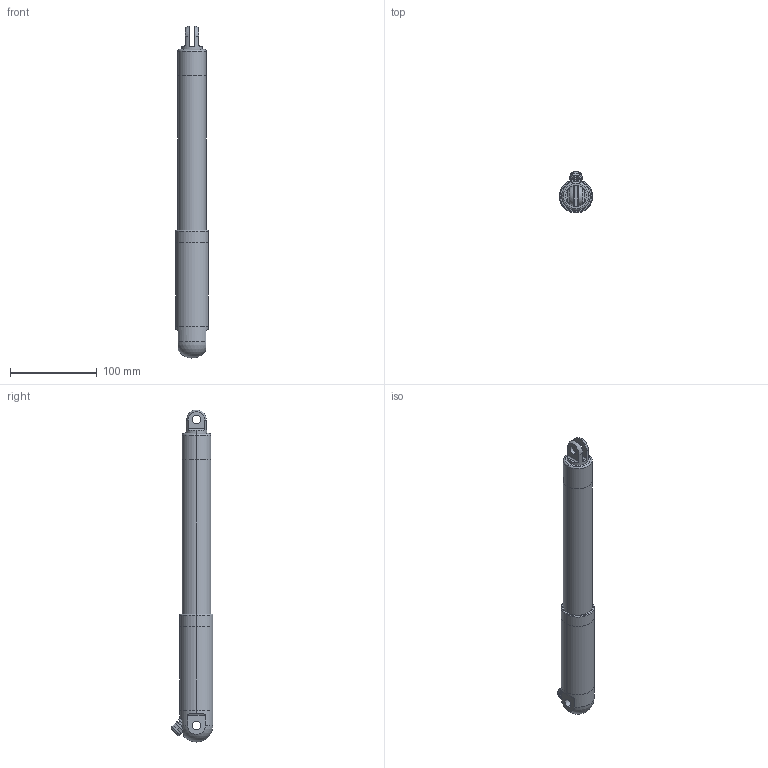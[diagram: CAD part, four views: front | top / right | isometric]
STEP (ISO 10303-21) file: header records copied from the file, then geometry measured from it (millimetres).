
FILE_DESCRIPTION (( 'STEP AP203' ), '1' );
FILE_NAME ('PA-06.STEP', '2023-04-03T18:56:45', ( '' ), ( '' ), 'SwSTEP 2.0', 'SolidWorks 2018', '' );
FILE_SCHEMA (( 'CONFIG_CONTROL_DESIGN' ));
Length unit declared in the file: inch
Products named in the file (1): PA-06
Bounding box: 38 x 48.18 x 382.32 mm (x, y, z)
Volume: 338390.4 mm3; surface area: 44250.5 mm2
Topology: 1 solids, 1 shells, 83 faces, 204 edges, 128 vertices
Faces by surface type: plane 42, cylinder 32, torus 6, sphere 3
Entity records: 2731 total; most frequent: CARTESIAN_POINT 656, DIRECTION 439, ORIENTED_EDGE 402, EDGE_CURVE 201, AXIS2_PLACEMENT_3D 171, VERTEX_POINT 126, VECTOR 97, LINE 97
